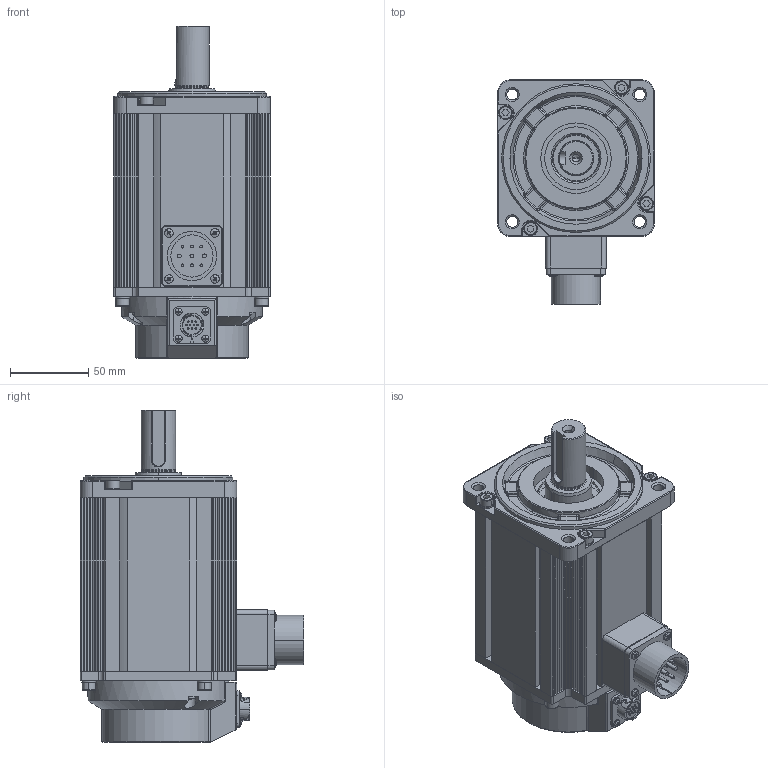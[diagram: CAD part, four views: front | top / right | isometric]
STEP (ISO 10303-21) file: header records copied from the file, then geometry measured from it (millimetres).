
FILE_DESCRIPTION (( 'STEP AP214' ), '1' );
FILE_NAME ('2000W侜督掛极.STEP', '2022-08-12T02:44:21', ( '11' ), ( '' ), 'SwSTEP 2.0', 'SolidWorks 2015', '' );
FILE_SCHEMA (( 'AUTOMOTIVE_DESIGN' ));
Length unit declared in the file: millimetre
Products named in the file (1): 2000W侜督掛极
Bounding box: 100 x 143 x 212 mm (x, y, z)
Surface area: 259500.3 mm2 (no closed solid volume)
Topology: 0 solids, 45 shells, 1877 faces, 4778 edges, 3107 vertices
Faces by surface type: plane 805, cylinder 721, cone 182, bspline 70, torus 57, sphere 42
Entity records: 84479 total; most frequent: CARTESIAN_POINT 18079, ORIENTED_EDGE 9456, DIRECTION 9392, EDGE_CURVE 4744, AXIS2_PLACEMENT_3D 3527, VERTEX_POINT 3103, LINE 2338, VECTOR 2338
